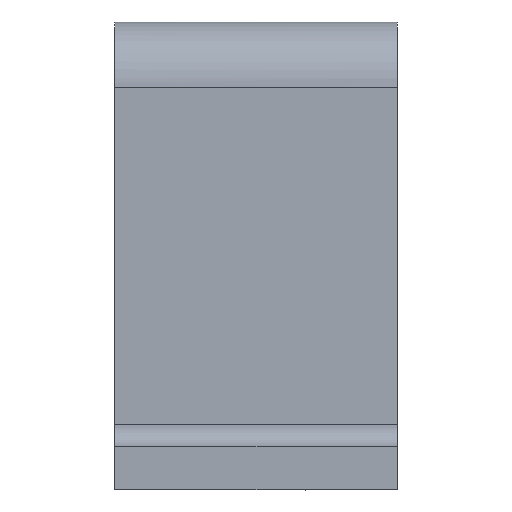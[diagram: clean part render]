
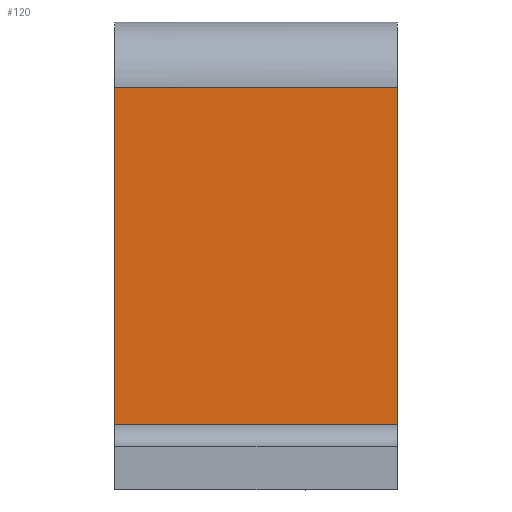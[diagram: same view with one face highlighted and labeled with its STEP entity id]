
A CAD part, left-side view. The second image highlights one B-rep face of the part: STEP entity #120.
In plain terms, the highlighted planar face has unit normal (-1, 0, 0).
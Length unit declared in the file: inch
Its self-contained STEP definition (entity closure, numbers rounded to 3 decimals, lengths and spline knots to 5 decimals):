
#120=ADVANCED_FACE('',(#260),#261,.T.);
#260=FACE_OUTER_BOUND('',#508,.T.);
#261=PLANE('',#509);
#508=EDGE_LOOP('',(#922,#923,#924,#925));
#509=AXIS2_PLACEMENT_3D('',#926,#927,#928);
#922=ORIENTED_EDGE('',*,*,#1187,.T.);
#923=ORIENTED_EDGE('',*,*,#1163,.F.);
#924=ORIENTED_EDGE('',*,*,#1188,.T.);
#925=ORIENTED_EDGE('',*,*,#1179,.T.);
#926=CARTESIAN_POINT('',(1.62516,1.625,1.34387));
#927=DIRECTION('',(-1.0,0.0,0.0));
#928=DIRECTION('',(0.0,0.0,-1.0));
#1163=EDGE_CURVE('',#1310,#1305,#1312,.T.);
#1179=EDGE_CURVE('',#1340,#1338,#1341,.T.);
#1187=EDGE_CURVE('',#1338,#1305,#1352,.T.);
#1188=EDGE_CURVE('',#1310,#1340,#1353,.T.);
#1305=VERTEX_POINT('',#1531);
#1310=VERTEX_POINT('',#1540);
#1312=LINE('',#1545,#1546);
#1338=VERTEX_POINT('',#1591);
#1340=VERTEX_POINT('',#1596);
#1341=LINE('',#1597,#1598);
#1352=LINE('',#1622,#1623);
#1353=LINE('',#1624,#1625);
#1531=CARTESIAN_POINT('',(1.62516,0.,2.31271));
#1540=CARTESIAN_POINT('',(1.62516,1.625,2.31271));
#1545=CARTESIAN_POINT('',(1.62516,1.625,2.31271));
#1546=VECTOR('',#1870,1.0);
#1591=CARTESIAN_POINT('',(1.62516,0.,0.37503));
#1596=CARTESIAN_POINT('',(1.62516,1.625,0.37503));
#1597=CARTESIAN_POINT('',(1.62516,1.625,0.37503));
#1598=VECTOR('',#1878,1.0);
#1622=CARTESIAN_POINT('',(1.62516,0.,2.31271));
#1623=VECTOR('',#1880,1.0);
#1624=CARTESIAN_POINT('',(1.62516,1.625,2.31271));
#1625=VECTOR('',#1881,1.0);
#1870=DIRECTION('',(0.0,-1.0,0.0));
#1878=DIRECTION('',(0.0,-1.0,0.0));
#1880=DIRECTION('',(0.0,0.0,1.0));
#1881=DIRECTION('',(0.0,0.0,-1.0));
